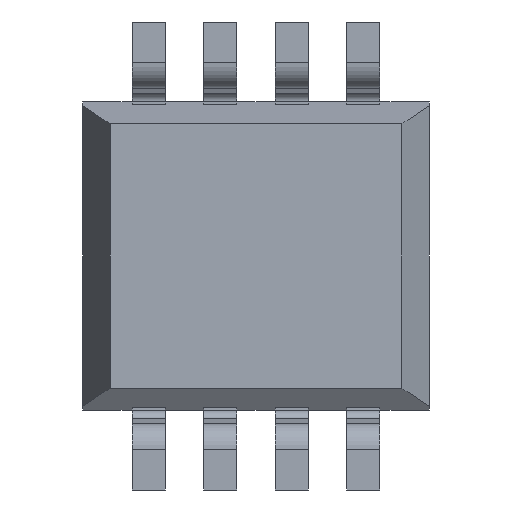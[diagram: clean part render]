
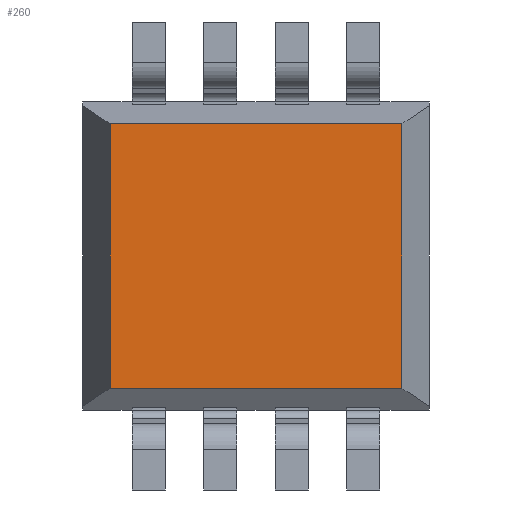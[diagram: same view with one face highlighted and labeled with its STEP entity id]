
A CAD part, front view. The second image highlights one B-rep face of the part: STEP entity #260.
In plain terms, the highlighted planar face has unit normal (0, -1, 0).
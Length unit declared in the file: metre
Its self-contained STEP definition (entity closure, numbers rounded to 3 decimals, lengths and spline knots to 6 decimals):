
#260 = ADVANCED_FACE( '', ( #574 ), #575, .T. );
#574 = FACE_OUTER_BOUND( '', #937, .T. );
#575 = PLANE( '', #938 );
#937 = EDGE_LOOP( '', ( #1703, #1704, #1705, #1706 ) );
#938 = AXIS2_PLACEMENT_3D( '', #1707, #1708, #1709 );
#1703 = ORIENTED_EDGE( '', *, *, #2603, .F. );
#1704 = ORIENTED_EDGE( '', *, *, #2604, .T. );
#1705 = ORIENTED_EDGE( '', *, *, #2605, .T. );
#1706 = ORIENTED_EDGE( '', *, *, #2606, .T. );
#1707 = CARTESIAN_POINT( '', ( -0.00045, 0.000125, -0.000925 ) );
#1708 = DIRECTION( '', ( 0., -1., 0. ) );
#1709 = DIRECTION( '', ( 0., 0., -1. ) );
#2603 = EDGE_CURVE( '', #3271, #3272, #3273, .T. );
#2604 = EDGE_CURVE( '', #3271, #3274, #3275, .T. );
#2605 = EDGE_CURVE( '', #3274, #3276, #3277, .T. );
#2606 = EDGE_CURVE( '', #3276, #3272, #3278, .T. );
#3271 = VERTEX_POINT( '', #4176 );
#3272 = VERTEX_POINT( '', #4177 );
#3273 = LINE( '', #4178, #4179 );
#3274 = VERTEX_POINT( '', #4180 );
#3275 = LINE( '', #4181, #4182 );
#3276 = VERTEX_POINT( '', #4183 );
#3277 = LINE( '', #4184, #4185 );
#3278 = LINE( '', #4186, #4187 );
#4176 = CARTESIAN_POINT( '', ( -0.0002, 0.000125, -0.000925 ) );
#4177 = CARTESIAN_POINT( '', ( 0.00245, 0.000125, -0.000925 ) );
#4178 = CARTESIAN_POINT( '', ( -0.00045, 0.000125, -0.000925 ) );
#4179 = VECTOR( '', #4779, 1. );
#4180 = CARTESIAN_POINT( '', ( -0.0002, 0.000125, -0.003325 ) );
#4181 = CARTESIAN_POINT( '', ( -0.0002, 0.000125, -0.000925 ) );
#4182 = VECTOR( '', #4780, 1. );
#4183 = CARTESIAN_POINT( '', ( 0.00245, 0.000125, -0.003325 ) );
#4184 = CARTESIAN_POINT( '', ( -0.00045, 0.000125, -0.003325 ) );
#4185 = VECTOR( '', #4781, 1. );
#4186 = CARTESIAN_POINT( '', ( 0.00245, 0.000125, -0.000925 ) );
#4187 = VECTOR( '', #4782, 1. );
#4779 = DIRECTION( '', ( 1., 0., 0. ) );
#4780 = DIRECTION( '', ( 0., 0., -1. ) );
#4781 = DIRECTION( '', ( 1., 0., 0. ) );
#4782 = DIRECTION( '', ( 0., 0., 1. ) );
